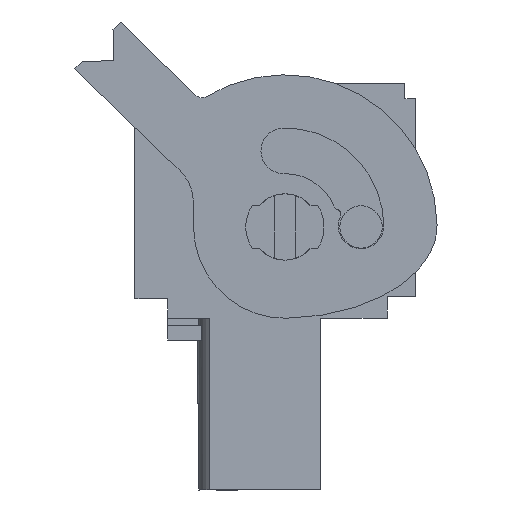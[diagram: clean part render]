
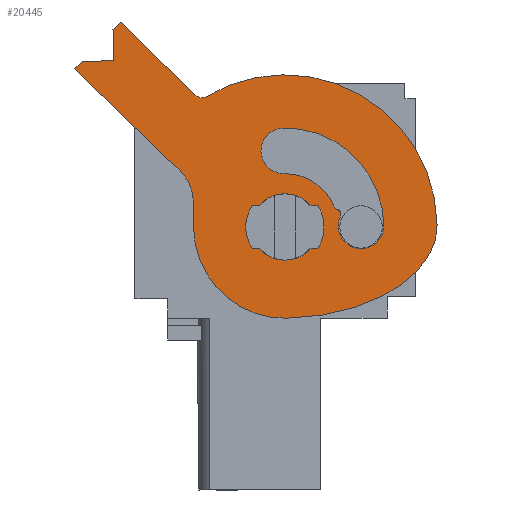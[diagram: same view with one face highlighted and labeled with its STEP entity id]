
A CAD part, left-side view. The second image highlights one B-rep face of the part: STEP entity #20445.
In plain terms, the highlighted planar face has unit normal (-1, 0, 0).
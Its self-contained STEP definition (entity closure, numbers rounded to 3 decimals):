
#19784=AXIS2_PLACEMENT_3D('Circle Axis2P3D',#19782,#19783,$) ;
#19987=AXIS2_PLACEMENT_3D('Circle Axis2P3D',#19985,#19986,$) ;
#20018=AXIS2_PLACEMENT_3D('Circle Axis2P3D',#20016,#20017,$) ;
#20171=AXIS2_PLACEMENT_3D('Circle Axis2P3D',#20169,#20170,$) ;
#20202=AXIS2_PLACEMENT_3D('Circle Axis2P3D',#20200,#20201,$) ;
#20226=AXIS2_PLACEMENT_3D('Circle Axis2P3D',#20224,#20225,$) ;
#20250=AXIS2_PLACEMENT_3D('Circle Axis2P3D',#20248,#20249,$) ;
#20274=AXIS2_PLACEMENT_3D('Circle Axis2P3D',#20272,#20273,$) ;
#20291=AXIS2_PLACEMENT_3D('Circle Axis2P3D',#20289,#20290,$) ;
#20308=AXIS2_PLACEMENT_3D('Circle Axis2P3D',#20306,#20307,$) ;
#20356=AXIS2_PLACEMENT_3D('Circle Axis2P3D',#20354,#20355,$) ;
#20412=AXIS2_PLACEMENT_3D('Plane Axis2P3D',#20409,#20410,#20411) ;
#20430=AXIS2_PLACEMENT_3D('Circle Axis2P3D',#20428,#20429,$) ;
#19779=CARTESIAN_POINT('Vertex',(0.5,6.999,13.625)) ;
#19782=CARTESIAN_POINT('Axis2P3D Location',(0.5,6.999,12.1)) ;
#19786=CARTESIAN_POINT('Vertex',(0.5,6.999,10.575)) ;
#19982=CARTESIAN_POINT('Vertex',(0.5,10.607,18.099)) ;
#19985=CARTESIAN_POINT('Axis2P3D Location',(0.5,6.999,12.1)) ;
#19989=CARTESIAN_POINT('Vertex',(0.5,0.,12.21)) ;
#20013=CARTESIAN_POINT('Vertex',(0.5,6.933,7.901)) ;
#20016=CARTESIAN_POINT('Axis2P3D Location',(0.5,6.999,12.1)) ;
#20020=CARTESIAN_POINT('Vertex',(0.5,11.198,12.034)) ;
#20044=CARTESIAN_POINT('Vertex',(0.5,16.66,19.374)) ;
#20047=CARTESIAN_POINT('Line Origine',(0.5,16.492,19.547)) ;
#20051=CARTESIAN_POINT('Vertex',(0.5,16.324,19.72)) ;
#20071=CARTESIAN_POINT('Line Origine',(0.5,15.605,19.732)) ;
#20075=CARTESIAN_POINT('Vertex',(0.5,14.886,19.743)) ;
#20095=CARTESIAN_POINT('Line Origine',(0.5,14.897,20.462)) ;
#20099=CARTESIAN_POINT('Vertex',(0.5,14.909,21.181)) ;
#20114=CARTESIAN_POINT('Line Origine',(0.5,14.741,21.355)) ;
#20118=CARTESIAN_POINT('Vertex',(0.5,14.573,21.528)) ;
#20138=CARTESIAN_POINT('Line Origine',(0.5,12.832,19.841)) ;
#20142=CARTESIAN_POINT('Vertex',(0.5,11.091,18.154)) ;
#20166=CARTESIAN_POINT('Vertex',(0.5,7.038,14.55)) ;
#20169=CARTESIAN_POINT('Axis2P3D Location',(0.5,6.999,12.1)) ;
#20173=CARTESIAN_POINT('Vertex',(0.5,4.727,13.018)) ;
#20197=CARTESIAN_POINT('Vertex',(0.5,4.583,12.897)) ;
#20200=CARTESIAN_POINT('Axis2P3D Location',(0.5,4.624,12.701)) ;
#20204=CARTESIAN_POINT('Vertex',(0.5,4.444,12.614)) ;
#20224=CARTESIAN_POINT('Axis2P3D Location',(0.5,4.542,13.093)) ;
#20245=CARTESIAN_POINT('Vertex',(0.5,7.071,16.649)) ;
#20248=CARTESIAN_POINT('Axis2P3D Location',(0.5,7.054,15.6)) ;
#20269=CARTESIAN_POINT('Vertex',(0.5,2.45,12.172)) ;
#20272=CARTESIAN_POINT('Axis2P3D Location',(0.5,6.999,12.1)) ;
#20289=CARTESIAN_POINT('Axis2P3D Location',(0.5,3.499,12.155)) ;
#20306=CARTESIAN_POINT('Axis2P3D Location',(0.5,10.813,18.442)) ;
#20327=CARTESIAN_POINT('Vertex',(0.5,11.826,14.689)) ;
#20330=CARTESIAN_POINT('Line Origine',(0.5,14.243,17.031)) ;
#20351=CARTESIAN_POINT('Vertex',(0.5,11.218,13.284)) ;
#20354=CARTESIAN_POINT('Axis2P3D Location',(0.5,13.218,13.253)) ;
#20371=CARTESIAN_POINT('Line Origine',(0.5,11.208,12.659)) ;
#20392=CARTESIAN_POINT('Control Point',(0.5,6.933,7.901)) ;
#20393=CARTESIAN_POINT('Control Point',(0.5,5.853,7.917)) ;
#20394=CARTESIAN_POINT('Control Point',(0.5,4.775,8.059)) ;
#20395=CARTESIAN_POINT('Control Point',(0.5,3.734,8.326)) ;
#20396=CARTESIAN_POINT('Control Point',(0.5,1.928,9.07)) ;
#20397=CARTESIAN_POINT('Control Point',(0.5,0.648,10.227)) ;
#20398=CARTESIAN_POINT('Control Point',(0.5,0.205,10.857)) ;
#20399=CARTESIAN_POINT('Control Point',(0.5,-0.011,11.535)) ;
#20400=CARTESIAN_POINT('Control Point',(0.5,0.,12.21)) ;
#20409=CARTESIAN_POINT('Axis2P3D Location',(0.5,8.399,24.2)) ;
#20428=CARTESIAN_POINT('Axis2P3D Location',(0.5,6.999,12.1)) ;
#19783=DIRECTION('Axis2P3D Direction',(-1.,0.,0.)) ;
#19986=DIRECTION('Axis2P3D Direction',(-1.,0.,0.)) ;
#20017=DIRECTION('Axis2P3D Direction',(-1.,0.,0.)) ;
#20048=DIRECTION('Vector Direction',(0.,-0.696,0.718)) ;
#20072=DIRECTION('Vector Direction',(0.,-1.,0.016)) ;
#20096=DIRECTION('Vector Direction',(0.,0.016,1.)) ;
#20115=DIRECTION('Vector Direction',(0.,-0.696,0.718)) ;
#20139=DIRECTION('Vector Direction',(0.,-0.718,-0.696)) ;
#20170=DIRECTION('Axis2P3D Direction',(-1.,0.,0.)) ;
#20201=DIRECTION('Axis2P3D Direction',(-1.,0.,0.)) ;
#20225=DIRECTION('Axis2P3D Direction',(-1.,0.,0.)) ;
#20249=DIRECTION('Axis2P3D Direction',(-1.,0.,0.)) ;
#20273=DIRECTION('Axis2P3D Direction',(-1.,0.,0.)) ;
#20290=DIRECTION('Axis2P3D Direction',(-1.,0.,0.)) ;
#20307=DIRECTION('Axis2P3D Direction',(-1.,0.,0.)) ;
#20331=DIRECTION('Vector Direction',(0.,-0.718,-0.696)) ;
#20355=DIRECTION('Axis2P3D Direction',(-1.,0.,0.)) ;
#20372=DIRECTION('Vector Direction',(0.,-0.016,-1.)) ;
#20410=DIRECTION('Axis2P3D Direction',(1.,0.,0.)) ;
#20411=DIRECTION('Axis2P3D XDirection',(0.,0.,-1.)) ;
#20429=DIRECTION('Axis2P3D Direction',(1.,0.,0.)) ;
#20049=VECTOR('Line Direction',#20048,1.) ;
#20073=VECTOR('Line Direction',#20072,1.) ;
#20097=VECTOR('Line Direction',#20096,1.) ;
#20116=VECTOR('Line Direction',#20115,1.) ;
#20140=VECTOR('Line Direction',#20139,1.) ;
#20332=VECTOR('Line Direction',#20331,1.) ;
#20373=VECTOR('Line Direction',#20372,1.) ;
#20415=ORIENTED_EDGE('',*,*,#20401,.T.) ;
#20416=ORIENTED_EDGE('',*,*,#19991,.F.) ;
#20417=ORIENTED_EDGE('',*,*,#20310,.T.) ;
#20418=ORIENTED_EDGE('',*,*,#20144,.F.) ;
#20419=ORIENTED_EDGE('',*,*,#20120,.F.) ;
#20420=ORIENTED_EDGE('',*,*,#20101,.F.) ;
#20421=ORIENTED_EDGE('',*,*,#20077,.F.) ;
#20422=ORIENTED_EDGE('',*,*,#20053,.F.) ;
#20423=ORIENTED_EDGE('',*,*,#20334,.T.) ;
#20424=ORIENTED_EDGE('',*,*,#20358,.T.) ;
#20425=ORIENTED_EDGE('',*,*,#20375,.T.) ;
#20426=ORIENTED_EDGE('',*,*,#20022,.F.) ;
#20434=ORIENTED_EDGE('',*,*,#20432,.T.) ;
#20435=ORIENTED_EDGE('',*,*,#19788,.T.) ;
#20438=ORIENTED_EDGE('',*,*,#20276,.T.) ;
#20439=ORIENTED_EDGE('',*,*,#20293,.T.) ;
#20440=ORIENTED_EDGE('',*,*,#20206,.F.) ;
#20441=ORIENTED_EDGE('',*,*,#20228,.T.) ;
#20442=ORIENTED_EDGE('',*,*,#20175,.F.) ;
#20443=ORIENTED_EDGE('',*,*,#20252,.T.) ;
#20436=FACE_BOUND('',#20433,.T.) ;
#20444=FACE_BOUND('',#20437,.T.) ;
#20445=ADVANCED_FACE('L\X2\00F6\X0\sehebel.2',(#20427,#20436,#20444),#20413,.F.) ;
#20391=B_SPLINE_CURVE_WITH_KNOTS('',5,(#20392,#20393,#20394,#20395,#20396,#20397,#20398,#20399,#20400),.UNSPECIFIED.,.F.,.U.,(6,3,6),(0.,8.296,15.673),.UNSPECIFIED.) ;
#19785=CIRCLE('generated circle',#19784,1.525) ;
#19988=CIRCLE('generated circle',#19987,7.) ;
#20019=CIRCLE('generated circle',#20018,4.2) ;
#20172=CIRCLE('generated circle',#20171,2.45) ;
#20203=CIRCLE('generated circle',#20202,0.2) ;
#20227=CIRCLE('generated circle',#20226,0.2) ;
#20251=CIRCLE('generated circle',#20250,1.05) ;
#20275=CIRCLE('generated circle',#20274,4.55) ;
#20292=CIRCLE('generated circle',#20291,1.05) ;
#20309=CIRCLE('generated circle',#20308,0.4) ;
#20357=CIRCLE('generated circle',#20356,2.) ;
#20431=CIRCLE('generated circle',#20430,1.525) ;
#19788=EDGE_CURVE('',#19787,#19780,#19785,.F.) ;
#19991=EDGE_CURVE('',#19983,#19990,#19988,.F.) ;
#20022=EDGE_CURVE('',#20014,#20021,#20019,.F.) ;
#20053=EDGE_CURVE('',#20045,#20052,#20050,.T.) ;
#20077=EDGE_CURVE('',#20052,#20076,#20074,.T.) ;
#20101=EDGE_CURVE('',#20076,#20100,#20098,.T.) ;
#20120=EDGE_CURVE('',#20100,#20119,#20117,.T.) ;
#20144=EDGE_CURVE('',#20119,#20143,#20141,.T.) ;
#20175=EDGE_CURVE('',#20167,#20174,#20172,.F.) ;
#20206=EDGE_CURVE('',#20198,#20205,#20203,.F.) ;
#20228=EDGE_CURVE('',#20198,#20174,#20227,.F.) ;
#20252=EDGE_CURVE('',#20167,#20246,#20251,.F.) ;
#20276=EDGE_CURVE('',#20246,#20270,#20275,.F.) ;
#20293=EDGE_CURVE('',#20270,#20205,#20292,.F.) ;
#20310=EDGE_CURVE('',#19983,#20143,#20309,.F.) ;
#20334=EDGE_CURVE('',#20045,#20328,#20333,.T.) ;
#20358=EDGE_CURVE('',#20328,#20352,#20357,.F.) ;
#20375=EDGE_CURVE('',#20352,#20021,#20374,.T.) ;
#20401=EDGE_CURVE('',#20014,#19990,#20391,.T.) ;
#20432=EDGE_CURVE('',#19780,#19787,#20431,.T.) ;
#20414=EDGE_LOOP('',(#20415,#20416,#20417,#20418,#20419,#20420,#20421,#20422,#20423,#20424,#20425,#20426)) ;
#20433=EDGE_LOOP('',(#20434,#20435)) ;
#20437=EDGE_LOOP('',(#20438,#20439,#20440,#20441,#20442,#20443)) ;
#20427=FACE_OUTER_BOUND('',#20414,.T.) ;
#20050=LINE('Line',#20047,#20049) ;
#20074=LINE('Line',#20071,#20073) ;
#20098=LINE('Line',#20095,#20097) ;
#20117=LINE('Line',#20114,#20116) ;
#20141=LINE('Line',#20138,#20140) ;
#20333=LINE('Line',#20330,#20332) ;
#20374=LINE('Line',#20371,#20373) ;
#20413=PLANE('',#20412) ;
#19780=VERTEX_POINT('',#19779) ;
#19787=VERTEX_POINT('',#19786) ;
#19983=VERTEX_POINT('',#19982) ;
#19990=VERTEX_POINT('',#19989) ;
#20014=VERTEX_POINT('',#20013) ;
#20021=VERTEX_POINT('',#20020) ;
#20045=VERTEX_POINT('',#20044) ;
#20052=VERTEX_POINT('',#20051) ;
#20076=VERTEX_POINT('',#20075) ;
#20100=VERTEX_POINT('',#20099) ;
#20119=VERTEX_POINT('',#20118) ;
#20143=VERTEX_POINT('',#20142) ;
#20167=VERTEX_POINT('',#20166) ;
#20174=VERTEX_POINT('',#20173) ;
#20198=VERTEX_POINT('',#20197) ;
#20205=VERTEX_POINT('',#20204) ;
#20246=VERTEX_POINT('',#20245) ;
#20270=VERTEX_POINT('',#20269) ;
#20328=VERTEX_POINT('',#20327) ;
#20352=VERTEX_POINT('',#20351) ;
